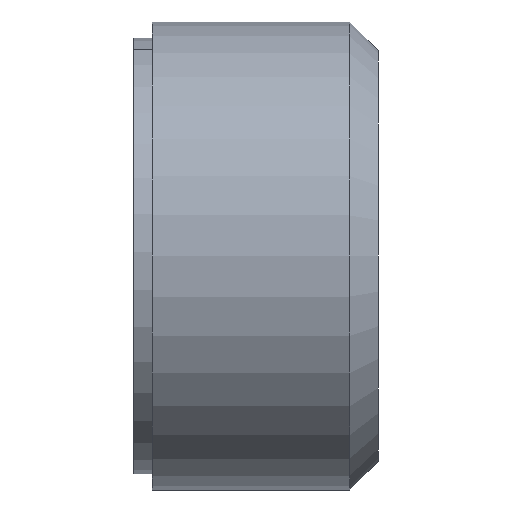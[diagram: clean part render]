
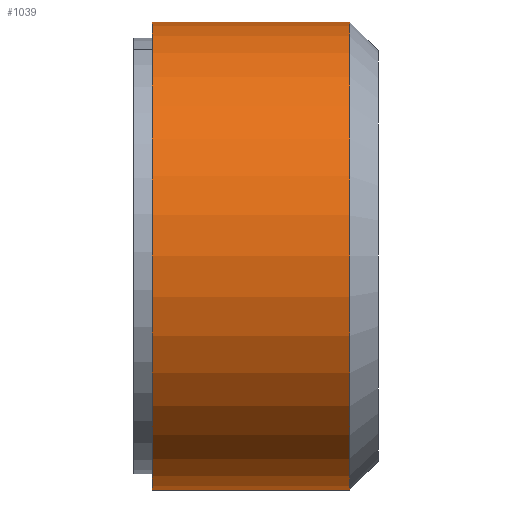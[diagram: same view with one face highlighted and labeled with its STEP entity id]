
A CAD part, left-side view. The second image highlights one B-rep face of the part: STEP entity #1039.
In plain terms, the highlighted cylindrical face has radius 12.446 mm (diameter 24.892 mm), a partial arc.
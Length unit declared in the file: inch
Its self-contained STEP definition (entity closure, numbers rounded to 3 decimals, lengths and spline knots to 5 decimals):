
#18 = DIRECTION ( 'NONE',  ( 0., 1., 0. ) ) ;
#30 = VECTOR ( 'NONE', #670, 39.37008 ) ;
#32 = CARTESIAN_POINT ( 'NONE',  ( 0., 0.06, 0.49 ) ) ;
#82 = DIRECTION ( 'NONE',  ( 0., 0., 1. ) ) ;
#140 = AXIS2_PLACEMENT_3D ( 'NONE', #704, #796, #1178 ) ;
#165 = EDGE_CURVE ( 'NONE', #197, #794, #1086, .T. ) ;
#197 = VERTEX_POINT ( 'NONE', #888 ) ;
#204 = VERTEX_POINT ( 'NONE', #32 ) ;
#215 = DIRECTION ( 'NONE',  ( 0., 1., 0. ) ) ;
#315 = DIRECTION ( 'NONE',  ( 0., 0., 1. ) ) ;
#318 = CARTESIAN_POINT ( 'NONE',  ( 0., 0., -0.49 ) ) ;
#325 = AXIS2_PLACEMENT_3D ( 'NONE', #739, #656, #82 ) ;
#441 = ORIENTED_EDGE ( 'NONE', *, *, #802, .T. ) ;
#552 = VERTEX_POINT ( 'NONE', #637 ) ;
#602 = LINE ( 'NONE', #979, #1079 ) ;
#637 = CARTESIAN_POINT ( 'NONE',  ( 0., 0.06, -0.49 ) ) ;
#656 = DIRECTION ( 'NONE',  ( 0., 1., 0. ) ) ;
#670 = DIRECTION ( 'NONE',  ( 0., 1., 0. ) ) ;
#687 = FACE_OUTER_BOUND ( 'NONE', #798, .T. ) ;
#692 = CIRCLE ( 'NONE', #325, 0.49 ) ;
#704 = CARTESIAN_POINT ( 'NONE',  ( 0., 0., 0. ) ) ;
#739 = CARTESIAN_POINT ( 'NONE',  ( 0., 0.06, 0. ) ) ;
#765 = EDGE_CURVE ( 'NONE', #552, #197, #769, .T. ) ;
#769 = LINE ( 'NONE', #318, #30 ) ;
#770 = CYLINDRICAL_SURFACE ( 'NONE', #140, 0.49 ) ;
#781 = CARTESIAN_POINT ( 'NONE',  ( 0., 0.473, 0.49 ) ) ;
#794 = VERTEX_POINT ( 'NONE', #781 ) ;
#796 = DIRECTION ( 'NONE',  ( 0., 1., 0. ) ) ;
#798 = EDGE_LOOP ( 'NONE', ( #1022, #1100, #441, #1045 ) ) ;
#802 = EDGE_CURVE ( 'NONE', #204, #794, #602, .T. ) ;
#873 = CARTESIAN_POINT ( 'NONE',  ( 0., 0.473, 0. ) ) ;
#888 = CARTESIAN_POINT ( 'NONE',  ( 0., 0.473, -0.49 ) ) ;
#979 = CARTESIAN_POINT ( 'NONE',  ( 0., 0., 0.49 ) ) ;
#1022 = ORIENTED_EDGE ( 'NONE', *, *, #765, .F. ) ;
#1039 = ADVANCED_FACE ( 'NONE', ( #687 ), #770, .T. ) ;
#1045 = ORIENTED_EDGE ( 'NONE', *, *, #165, .F. ) ;
#1054 = AXIS2_PLACEMENT_3D ( 'NONE', #873, #18, #315 ) ;
#1079 = VECTOR ( 'NONE', #215, 39.37008 ) ;
#1086 = CIRCLE ( 'NONE', #1054, 0.49 ) ;
#1100 = ORIENTED_EDGE ( 'NONE', *, *, #1154, .T. ) ;
#1154 = EDGE_CURVE ( 'NONE', #552, #204, #692, .T. ) ;
#1178 = DIRECTION ( 'NONE',  ( 0., 0., 1. ) ) ;
